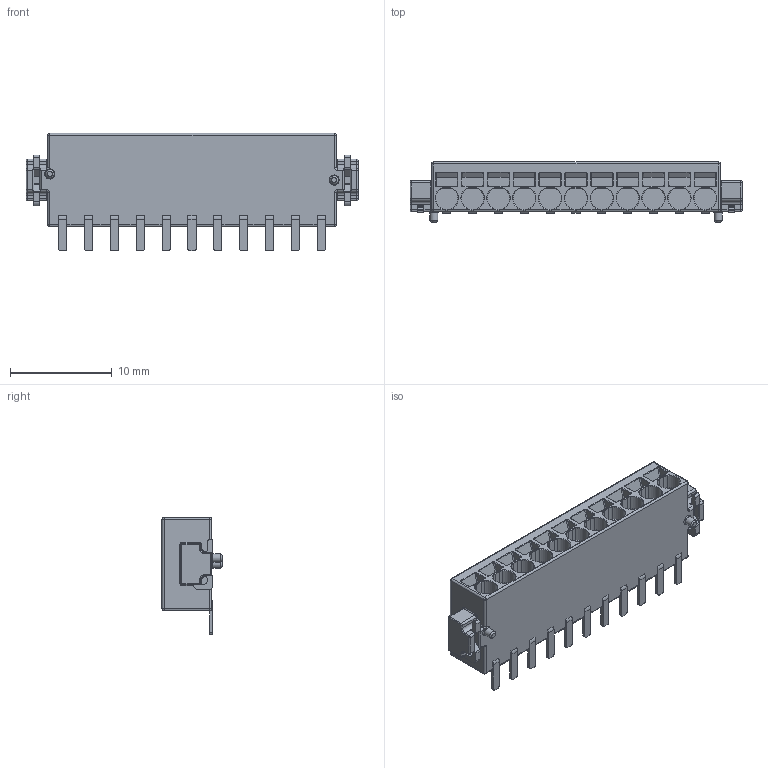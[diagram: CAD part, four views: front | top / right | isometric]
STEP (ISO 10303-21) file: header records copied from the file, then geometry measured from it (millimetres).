
FILE_DESCRIPTION(/* description */ (''),/* implementation_level */ '2;1');
FILE_NAME(/* name */ '100540074ugm000_a.stp',/* time_stamp */ '2013-10-09T16:58:55+02:00',/* author */ (''),/* organization */ (''),/* preprocessor_version */ 'ST-DEVELOPER v15',/* originating_system */ 'SIEMENS PLM Software NX 8.5',/* authorisation */ '');
FILE_SCHEMA (('AUTOMOTIVE_DESIGN { 1 0 10303 214 3 1 1 1 }'));
Length unit declared in the file: millimetre
Products named in the file (1): 100540074ugm000_a
Bounding box: 32.63 x 5.9 x 11.55 mm (x, y, z)
Volume: 1231.9 mm3; surface area: 1219.5 mm2
Topology: 1 solids, 1 shells, 583 faces, 1472 edges, 891 vertices
Faces by surface type: plane 251, cylinder 209, cone 57, bspline 36, torus 22, sphere 8
Full cylindrical faces by diameter (mm): 0.8 x2
Entity records: 18517 total; most frequent: CARTESIAN_POINT 3574, DIRECTION 2963, ORIENTED_EDGE 2914, EDGE_CURVE 1457, AXIS2_PLACEMENT_3D 1061, VERTEX_POINT 889, LINE 841, VECTOR 841
